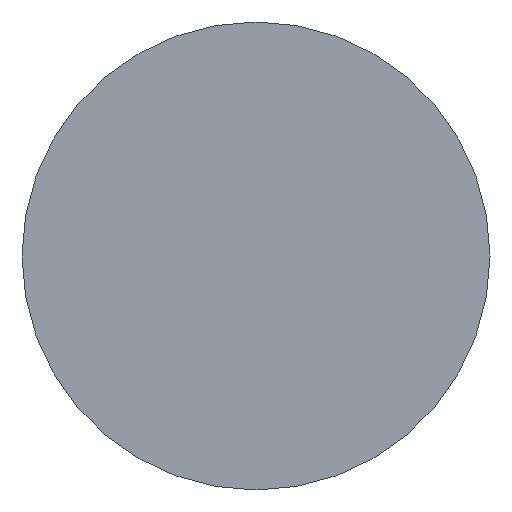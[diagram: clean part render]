
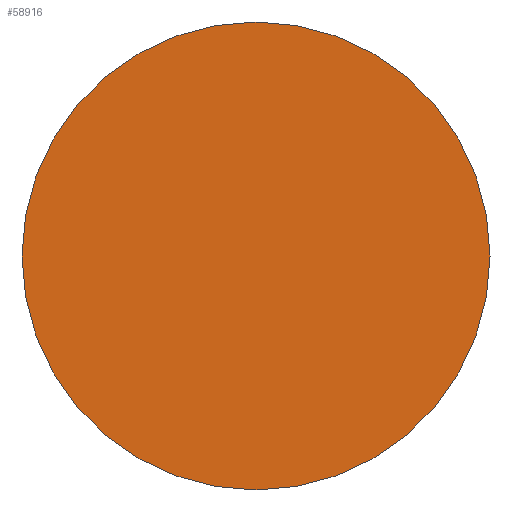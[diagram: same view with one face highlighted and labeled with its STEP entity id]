
A CAD part, top view. The second image highlights one B-rep face of the part: STEP entity #58916.
In plain terms, the highlighted planar face has unit normal (0, 0, 1).
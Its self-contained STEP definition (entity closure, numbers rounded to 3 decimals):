
#165 = FACE_OUTER_BOUND ( 'NONE', #14563, .T. ) ;
#9887 = VERTEX_POINT ( 'NONE', #72439 ) ;
#14563 = EDGE_LOOP ( 'NONE', ( #23191 ) ) ;
#15432 = EDGE_CURVE ( 'NONE', #9887, #9887, #103798, .T. ) ;
#19433 = DIRECTION ( 'NONE',  ( 0., 0., -1. ) ) ;
#23191 = ORIENTED_EDGE ( 'NONE', *, *, #15432, .T. ) ;
#24582 = DIRECTION ( 'NONE',  ( 0., 0., 1. ) ) ;
#36247 = DIRECTION ( 'NONE',  ( 1., 0., 0. ) ) ;
#58916 = ADVANCED_FACE ( 'NONE', ( #165 ), #99498, .F. ) ;
#64686 = AXIS2_PLACEMENT_3D ( 'NONE', #114588, #24582, #36247 ) ;
#72074 = DIRECTION ( 'NONE',  ( -1., 0., 0. ) ) ;
#72439 = CARTESIAN_POINT ( 'NONE',  ( 59.278, -18.415, 140.239 ) ) ;
#73547 = AXIS2_PLACEMENT_3D ( 'NONE', #107132, #19433, #72074 ) ;
#99498 = PLANE ( 'NONE',  #73547 ) ;
#103798 = CIRCLE ( 'NONE', #64686, 40.736 ) ;
#107132 = CARTESIAN_POINT ( 'NONE',  ( 18.542, 22.321, 140.239 ) ) ;
#114588 = CARTESIAN_POINT ( 'NONE',  ( 18.542, -18.415, 140.239 ) ) ;
